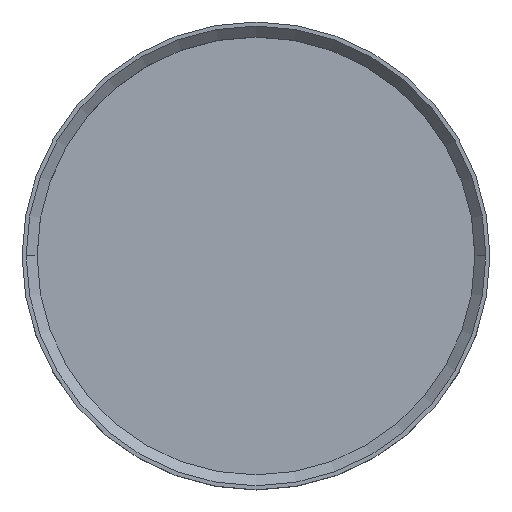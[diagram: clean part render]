
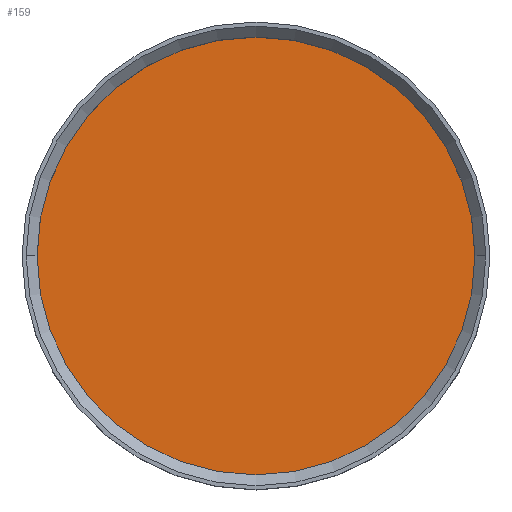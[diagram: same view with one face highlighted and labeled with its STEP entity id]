
A CAD part, top view. The second image highlights one B-rep face of the part: STEP entity #159.
In plain terms, the highlighted planar face has unit normal (0, 0, 1).
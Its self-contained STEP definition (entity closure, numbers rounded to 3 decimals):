
#24 = DIRECTION ( 'NONE',  ( 0., 0., -1. ) ) ;
#30 = DIRECTION ( 'NONE',  ( 0., 0., 1. ) ) ;
#38 = CIRCLE ( 'NONE', #249, 40.25 ) ;
#50 = CARTESIAN_POINT ( 'NONE',  ( 0., 0., 0. ) ) ;
#51 = AXIS2_PLACEMENT_3D ( 'NONE', #236, #206, #106 ) ;
#69 = CIRCLE ( 'NONE', #51, 40.25 ) ;
#106 = DIRECTION ( 'NONE',  ( -1., 0., 0. ) ) ;
#115 = FACE_OUTER_BOUND ( 'NONE', #266, .T. ) ;
#153 = EDGE_CURVE ( 'NONE', #187, #247, #38, .T. ) ;
#155 = ORIENTED_EDGE ( 'NONE', *, *, #153, .F. ) ;
#159 = ADVANCED_FACE ( 'NONE', ( #115 ), #230, .T. ) ;
#187 = VERTEX_POINT ( 'NONE', #282 ) ;
#196 = ORIENTED_EDGE ( 'NONE', *, *, #221, .F. ) ;
#206 = DIRECTION ( 'NONE',  ( 0., 0., -1. ) ) ;
#210 = CARTESIAN_POINT ( 'NONE',  ( 40.25, 0., 0. ) ) ;
#221 = EDGE_CURVE ( 'NONE', #247, #187, #69, .T. ) ;
#227 = CARTESIAN_POINT ( 'NONE',  ( 0., 0., 0. ) ) ;
#230 = PLANE ( 'NONE',  #258 ) ;
#236 = CARTESIAN_POINT ( 'NONE',  ( 0., 0., 0. ) ) ;
#247 = VERTEX_POINT ( 'NONE', #210 ) ;
#249 = AXIS2_PLACEMENT_3D ( 'NONE', #227, #24, #252 ) ;
#252 = DIRECTION ( 'NONE',  ( -1., 0., 0. ) ) ;
#258 = AXIS2_PLACEMENT_3D ( 'NONE', #50, #30, #277 ) ;
#266 = EDGE_LOOP ( 'NONE', ( #155, #196 ) ) ;
#277 = DIRECTION ( 'NONE',  ( 1., 0., 0. ) ) ;
#282 = CARTESIAN_POINT ( 'NONE',  ( -40.25, 0., 0. ) ) ;
